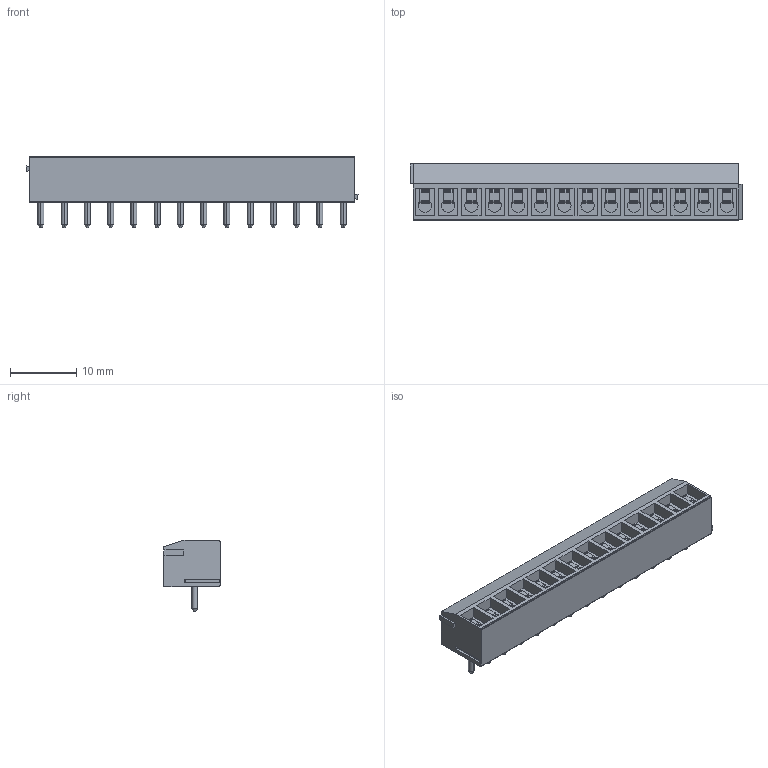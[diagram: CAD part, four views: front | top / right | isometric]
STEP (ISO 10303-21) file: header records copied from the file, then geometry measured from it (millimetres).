
FILE_DESCRIPTION(('STEP AP214'),'1');
FILE_NAME('terminal_blocks_a-tb350-tf14.stp','2016-06-29T23:54:20',('TraceParts'),('TraceParts S.A.'),'Spatial InterOp 3D',' ',' ');
FILE_SCHEMA(('automotive_design'));
Length unit declared in the file: millimetre
Products named in the file (1): 1
Bounding box: 49.99 x 8.45 x 10.84 mm (x, y, z)
Volume: 2171.2 mm3; surface area: 3269.2 mm2
Topology: 1 solids, 1 shells, 717 faces, 2031 edges, 1344 vertices
Faces by surface type: plane 577, cylinder 112, cone 28
Entity records: 28993 total; most frequent: CARTESIAN_POINT 4093, ORIENTED_EDGE 4062, DIRECTION 3831, EDGE_CURVE 2031, LINE 1667, VECTOR 1667, VERTEX_POINT 1344, AXIS2_PLACEMENT_3D 1082
